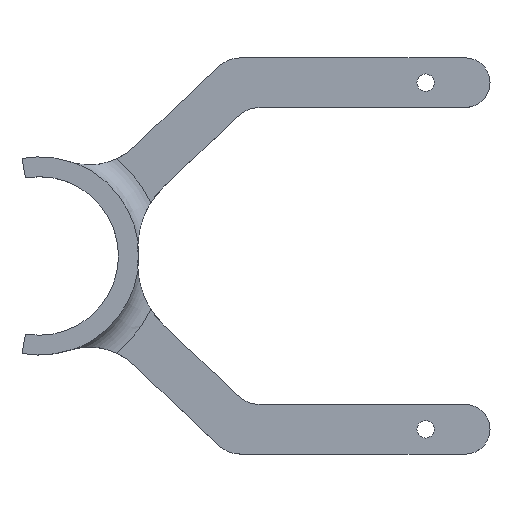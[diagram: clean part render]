
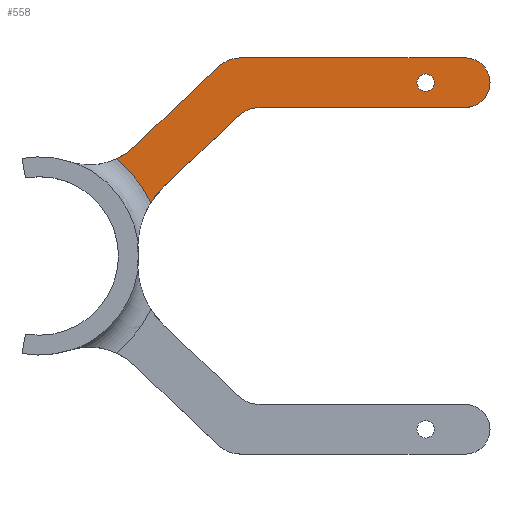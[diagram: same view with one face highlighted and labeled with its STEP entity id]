
A CAD part, top view. The second image highlights one B-rep face of the part: STEP entity #558.
In plain terms, the highlighted planar face has unit normal (0, 0, 1).
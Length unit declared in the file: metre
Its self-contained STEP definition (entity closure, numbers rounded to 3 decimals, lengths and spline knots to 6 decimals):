
#33=LINE('',#863,#76);
#34=LINE('',#867,#77);
#35=LINE('',#871,#78);
#36=LINE('',#875,#79);
#76=VECTOR('',#681,1.);
#77=VECTOR('',#684,1.);
#78=VECTOR('',#687,1.);
#79=VECTOR('',#690,1.);
#119=ORIENTED_EDGE('',*,*,#289,.F.);
#120=ORIENTED_EDGE('',*,*,#290,.T.);
#121=ORIENTED_EDGE('',*,*,#291,.T.);
#122=ORIENTED_EDGE('',*,*,#292,.T.);
#123=ORIENTED_EDGE('',*,*,#293,.F.);
#124=ORIENTED_EDGE('',*,*,#294,.F.);
#125=ORIENTED_EDGE('',*,*,#295,.T.);
#126=ORIENTED_EDGE('',*,*,#296,.T.);
#127=ORIENTED_EDGE('',*,*,#297,.T.);
#128=ORIENTED_EDGE('',*,*,#298,.T.);
#129=ORIENTED_EDGE('',*,*,#299,.F.);
#289=EDGE_CURVE('',#374,#375,#432,.T.);
#290=EDGE_CURVE('',#374,#376,#433,.F.);
#291=EDGE_CURVE('',#376,#377,#434,.T.);
#292=EDGE_CURVE('',#377,#378,#33,.T.);
#293=EDGE_CURVE('',#379,#378,#435,.T.);
#294=EDGE_CURVE('',#380,#379,#34,.T.);
#295=EDGE_CURVE('',#380,#381,#436,.T.);
#296=EDGE_CURVE('',#381,#382,#35,.T.);
#297=EDGE_CURVE('',#382,#383,#437,.T.);
#298=EDGE_CURVE('',#383,#375,#36,.T.);
#299=EDGE_CURVE('',#384,#384,#438,.T.);
#374=VERTEX_POINT('',#857);
#375=VERTEX_POINT('',#858);
#376=VERTEX_POINT('',#860);
#377=VERTEX_POINT('',#862);
#378=VERTEX_POINT('',#864);
#379=VERTEX_POINT('',#866);
#380=VERTEX_POINT('',#868);
#381=VERTEX_POINT('',#870);
#382=VERTEX_POINT('',#872);
#383=VERTEX_POINT('',#874);
#384=VERTEX_POINT('',#877);
#432=CIRCLE('',#603,0.013);
#433=CIRCLE('',#604,0.025);
#434=CIRCLE('',#605,0.016868);
#435=CIRCLE('',#606,0.007);
#436=CIRCLE('',#607,0.005);
#437=CIRCLE('',#608,0.007);
#438=CIRCLE('',#609,0.00175);
#470=EDGE_LOOP('',(#119,#120,#121,#122,#123,#124,#125,#126,#127,#128));
#471=EDGE_LOOP('',(#129));
#507=FACE_BOUND('',#470,.T.);
#508=FACE_BOUND('',#471,.T.);
#544=PLANE('',#602);
#558=ADVANCED_FACE('',(#507,#508),#544,.T.);
#602=AXIS2_PLACEMENT_3D('',#855,#673,#674);
#603=AXIS2_PLACEMENT_3D('',#856,#675,#676);
#604=AXIS2_PLACEMENT_3D('',#859,#677,#678);
#605=AXIS2_PLACEMENT_3D('',#861,#679,#680);
#606=AXIS2_PLACEMENT_3D('',#865,#682,#683);
#607=AXIS2_PLACEMENT_3D('',#869,#685,#686);
#608=AXIS2_PLACEMENT_3D('',#873,#688,#689);
#609=AXIS2_PLACEMENT_3D('',#876,#691,#692);
#673=DIRECTION('',(0.,0.,1.));
#674=DIRECTION('',(1.,0.,0.));
#675=DIRECTION('',(0.,0.,1.));
#676=DIRECTION('',(1.,0.,0.));
#677=DIRECTION('',(0.,0.,1.));
#678=DIRECTION('',(1.,0.,0.));
#679=DIRECTION('',(0.,0.,-1.));
#680=DIRECTION('',(1.,0.,0.));
#681=DIRECTION('',(0.724,0.69,0.));
#682=DIRECTION('',(0.,0.,1.));
#683=DIRECTION('',(1.,0.,0.));
#684=DIRECTION('',(-1.,0.,0.));
#685=DIRECTION('',(0.,0.,1.));
#686=DIRECTION('',(1.,0.,0.));
#687=DIRECTION('',(-1.,0.,0.));
#688=DIRECTION('',(0.,0.,1.));
#689=DIRECTION('',(1.,0.,0.));
#690=DIRECTION('',(-0.724,-0.69,0.));
#691=DIRECTION('',(0.,0.,1.));
#692=DIRECTION('',(1.,0.,0.));
#855=CARTESIAN_POINT('',(0.0375,0.,0.));
#856=CARTESIAN_POINT('',(0.010128,0.031407,0.));
#857=CARTESIAN_POINT('',(0.015537,0.019586,0.));
#858=CARTESIAN_POINT('',(0.019093,0.021994,0.));
#859=CARTESIAN_POINT('',(0.,0.,0.));
#860=CARTESIAN_POINT('',(0.02255,0.010793,0.));
#861=CARTESIAN_POINT('',(0.036779,0.001733,0.));
#862=CARTESIAN_POINT('',(0.025146,0.013948,0.));
#863=CARTESIAN_POINT('',(0.032559,0.021009,0.));
#864=CARTESIAN_POINT('',(0.039972,0.028069,0.));
#865=CARTESIAN_POINT('',(0.0448,0.023,0.));
#866=CARTESIAN_POINT('',(0.0448,0.03,0.));
#867=CARTESIAN_POINT('',(0.0614,0.03,0.));
#868=CARTESIAN_POINT('',(0.086,0.03,0.));
#869=CARTESIAN_POINT('',(0.086,0.035,0.));
#870=CARTESIAN_POINT('',(0.086,0.04,0.));
#871=CARTESIAN_POINT('',(0.0594,0.04,0.));
#872=CARTESIAN_POINT('',(0.0408,0.04,0.));
#873=CARTESIAN_POINT('',(0.0408,0.033,0.));
#874=CARTESIAN_POINT('',(0.035972,0.038069,0.));
#875=CARTESIAN_POINT('',(0.027533,0.030031,0.));
#876=CARTESIAN_POINT('',(0.078,0.035,0.));
#877=CARTESIAN_POINT('',(0.07975,0.035,0.));
